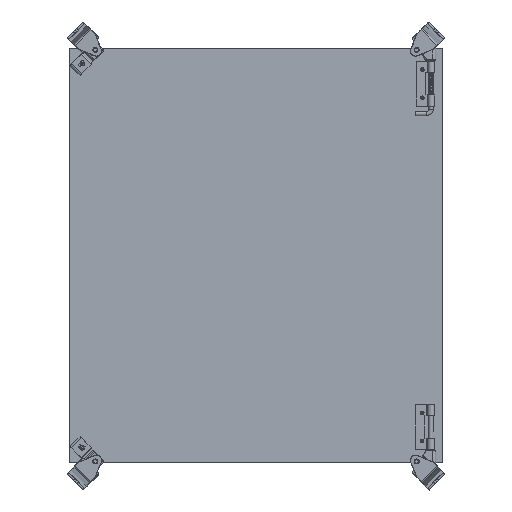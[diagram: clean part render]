
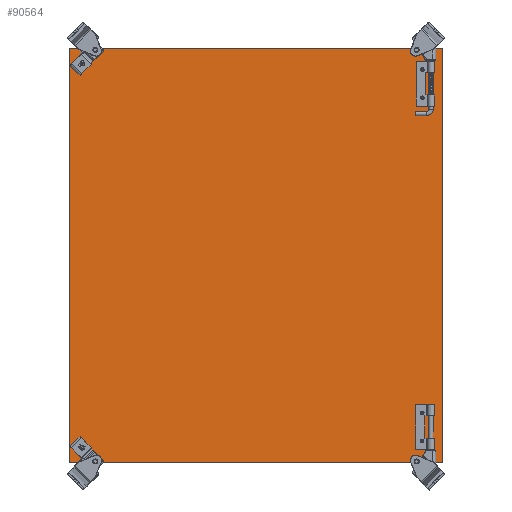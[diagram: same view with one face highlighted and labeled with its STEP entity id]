
A CAD part, top view. The second image highlights one B-rep face of the part: STEP entity #90564.
In plain terms, the highlighted planar face has unit normal (0.002, 0, 1).
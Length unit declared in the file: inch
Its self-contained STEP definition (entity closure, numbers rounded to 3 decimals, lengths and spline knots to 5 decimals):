
#1086 = DIRECTION ( 'NONE',  ( -1., 0., 0.002 ) ) ;
#1715 = ORIENTED_EDGE ( 'NONE', *, *, #50737, .F. ) ;
#1869 = ORIENTED_EDGE ( 'NONE', *, *, #93354, .F. ) ;
#1931 = CARTESIAN_POINT ( 'NONE',  ( -7.68383, 8.53274, -2.3079 ) ) ;
#2019 = CARTESIAN_POINT ( 'NONE',  ( 7.30623, 8.2547, -2.33511 ) ) ;
#3415 = VERTEX_POINT ( 'NONE', #63084 ) ;
#3429 = AXIS2_PLACEMENT_3D ( 'NONE', #36878, #91346, #7399 ) ;
#4077 = DIRECTION ( 'NONE',  ( -1., 0., 0.002 ) ) ;
#4502 = CARTESIAN_POINT ( 'NONE',  ( 7.3057, 7.0047, -2.33511 ) ) ;
#5567 = ORIENTED_EDGE ( 'NONE', *, *, #59239, .F. ) ;
#5865 = CARTESIAN_POINT ( 'NONE',  ( 7.3757, 7.00467, -2.33523 ) ) ;
#6642 = EDGE_LOOP ( 'NONE', ( #1715, #9021, #34388, #42512 ) ) ;
#6876 = CIRCLE ( 'NONE', #24217, 0.07 ) ;
#7399 = DIRECTION ( 'NONE',  ( -1., 0., 0.002 ) ) ;
#7627 = EDGE_CURVE ( 'NONE', #8042, #8042, #16997, .T. ) ;
#8042 = VERTEX_POINT ( 'NONE', #45003 ) ;
#8528 = VERTEX_POINT ( 'NONE', #2019 ) ;
#9021 = ORIENTED_EDGE ( 'NONE', *, *, #91027, .F. ) ;
#10904 = DIRECTION ( 'NONE',  ( -1., 0., 0.002 ) ) ;
#10959 = FACE_BOUND ( 'NONE', #12254, .T. ) ;
#11814 = DIRECTION ( 'NONE',  ( 0., -1., 0. ) ) ;
#11988 = DIRECTION ( 'NONE',  ( -1., 0., 0.002 ) ) ;
#12254 = EDGE_LOOP ( 'NONE', ( #79266 ) ) ;
#12803 = LINE ( 'NONE', #87744, #17820 ) ;
#12879 = EDGE_CURVE ( 'NONE', #8528, #8528, #95383, .T. ) ;
#14136 = CARTESIAN_POINT ( 'NONE',  ( -8.27972, 0.02349, -2.30683 ) ) ;
#15182 = VERTEX_POINT ( 'NONE', #91138 ) ;
#16548 = LINE ( 'NONE', #74618, #30701 ) ;
#16997 = CIRCLE ( 'NONE', #18565, 0.125 ) ;
#17820 = VECTOR ( 'NONE', #11814, 39.37008 ) ;
#18565 = AXIS2_PLACEMENT_3D ( 'NONE', #1931, #79314, #10904 ) ;
#22519 = CARTESIAN_POINT ( 'NONE',  ( -8.2836, -9.16401, -2.30683 ) ) ;
#23391 = VERTEX_POINT ( 'NONE', #48850 ) ;
#24217 = AXIS2_PLACEMENT_3D ( 'NONE', #95452, #58900, #11988 ) ;
#26408 = CIRCLE ( 'NONE', #82208, 0.07 ) ;
#27930 = FACE_BOUND ( 'NONE', #29748, .T. ) ;
#28144 = VECTOR ( 'NONE', #28573, 39.37008 ) ;
#28573 = DIRECTION ( 'NONE',  ( 1., 0., -0.002 ) ) ;
#29748 = EDGE_LOOP ( 'NONE', ( #51488 ) ) ;
#29777 = AXIS2_PLACEMENT_3D ( 'NONE', #33568, #86998, #4077 ) ;
#30701 = VECTOR ( 'NONE', #1086, 39.37008 ) ;
#31548 = AXIS2_PLACEMENT_3D ( 'NONE', #79151, #95186, #88649 ) ;
#32362 = CIRCLE ( 'NONE', #64286, 0.07 ) ;
#33329 = ORIENTED_EDGE ( 'NONE', *, *, #50205, .F. ) ;
#33568 = CARTESIAN_POINT ( 'NONE',  ( -7.69102, -8.48626, -2.3079 ) ) ;
#34388 = ORIENTED_EDGE ( 'NONE', *, *, #57362, .F. ) ;
#36620 = DIRECTION ( 'NONE',  ( 0., 1., 0. ) ) ;
#36878 = CARTESIAN_POINT ( 'NONE',  ( 0.00152, 0.01999, -2.32186 ) ) ;
#37677 = CARTESIAN_POINT ( 'NONE',  ( 7.29927, -8.2209, -2.33511 ) ) ;
#39286 = CARTESIAN_POINT ( 'NONE',  ( 7.36927, -8.22093, -2.33523 ) ) ;
#39465 = EDGE_LOOP ( 'NONE', ( #5567 ) ) ;
#41011 = EDGE_CURVE ( 'NONE', #72138, #72138, #88822, .T. ) ;
#42512 = ORIENTED_EDGE ( 'NONE', *, *, #80944, .F. ) ;
#42893 = FACE_BOUND ( 'NONE', #39465, .T. ) ;
#45003 = CARTESIAN_POINT ( 'NONE',  ( -7.80883, 8.53279, -2.30768 ) ) ;
#46267 = DIRECTION ( 'NONE',  ( -1., 0., 0.002 ) ) ;
#48850 = CARTESIAN_POINT ( 'NONE',  ( 8.27887, -9.17101, -2.33689 ) ) ;
#50205 = EDGE_CURVE ( 'NONE', #15182, #15182, #6876, .T. ) ;
#50737 = EDGE_CURVE ( 'NONE', #23391, #85783, #16548, .T. ) ;
#51488 = ORIENTED_EDGE ( 'NONE', *, *, #7627, .F. ) ;
#51601 = EDGE_LOOP ( 'NONE', ( #33329 ) ) ;
#51867 = VERTEX_POINT ( 'NONE', #85594 ) ;
#53080 = LINE ( 'NONE', #14136, #82426 ) ;
#57362 = EDGE_CURVE ( 'NONE', #3415, #51867, #66500, .T. ) ;
#57863 = FACE_BOUND ( 'NONE', #51601, .T. ) ;
#58426 = VERTEX_POINT ( 'NONE', #4502 ) ;
#58900 = DIRECTION ( 'NONE',  ( 0.002, 0., 1. ) ) ;
#59239 = EDGE_CURVE ( 'NONE', #90641, #90641, #26408, .T. ) ;
#59291 = DIRECTION ( 'NONE',  ( -1., 0., 0.002 ) ) ;
#63084 = CARTESIAN_POINT ( 'NONE',  ( -8.27584, 9.21099, -2.30683 ) ) ;
#64286 = AXIS2_PLACEMENT_3D ( 'NONE', #5865, #97333, #59291 ) ;
#66500 = LINE ( 'NONE', #97046, #28144 ) ;
#69221 = DIRECTION ( 'NONE',  ( 0.002, 0., 1. ) ) ;
#72138 = VERTEX_POINT ( 'NONE', #85188 ) ;
#74618 = CARTESIAN_POINT ( 'NONE',  ( -0.00237, -9.16751, -2.32186 ) ) ;
#79151 = CARTESIAN_POINT ( 'NONE',  ( 7.37623, 8.25467, -2.33523 ) ) ;
#79266 = ORIENTED_EDGE ( 'NONE', *, *, #12879, .F. ) ;
#79314 = DIRECTION ( 'NONE',  ( 0.002, 0., 1. ) ) ;
#79886 = ORIENTED_EDGE ( 'NONE', *, *, #41011, .F. ) ;
#80342 = FACE_BOUND ( 'NONE', #94054, .T. ) ;
#80944 = EDGE_CURVE ( 'NONE', #85783, #3415, #53080, .T. ) ;
#82208 = AXIS2_PLACEMENT_3D ( 'NONE', #39286, #69221, #46267 ) ;
#82426 = VECTOR ( 'NONE', #36620, 39.37008 ) ;
#83298 = PLANE ( 'NONE',  #3429 ) ;
#85188 = CARTESIAN_POINT ( 'NONE',  ( -7.81602, -8.48621, -2.30768 ) ) ;
#85594 = CARTESIAN_POINT ( 'NONE',  ( 8.28663, 9.20399, -2.33689 ) ) ;
#85783 = VERTEX_POINT ( 'NONE', #22519 ) ;
#85931 = EDGE_LOOP ( 'NONE', ( #79886 ) ) ;
#86998 = DIRECTION ( 'NONE',  ( 0.002, 0., 1. ) ) ;
#87744 = CARTESIAN_POINT ( 'NONE',  ( 8.28275, 0.01649, -2.33689 ) ) ;
#88649 = DIRECTION ( 'NONE',  ( -1., 0., 0.002 ) ) ;
#88822 = CIRCLE ( 'NONE', #29777, 0.125 ) ;
#88866 = FACE_OUTER_BOUND ( 'NONE', #6642, .T. ) ;
#90564 = ADVANCED_FACE ( 'NONE', ( #42893, #57863, #80342, #10959, #96390, #27930, #88866 ), #83298, .F. ) ;
#90641 = VERTEX_POINT ( 'NONE', #37677 ) ;
#91027 = EDGE_CURVE ( 'NONE', #51867, #23391, #12803, .T. ) ;
#91138 = CARTESIAN_POINT ( 'NONE',  ( 7.2998, -6.9709, -2.33511 ) ) ;
#91346 = DIRECTION ( 'NONE',  ( -0.002, 0., -1. ) ) ;
#93354 = EDGE_CURVE ( 'NONE', #58426, #58426, #32362, .T. ) ;
#94054 = EDGE_LOOP ( 'NONE', ( #1869 ) ) ;
#95186 = DIRECTION ( 'NONE',  ( 0.002, 0., 1. ) ) ;
#95383 = CIRCLE ( 'NONE', #31548, 0.07 ) ;
#95452 = CARTESIAN_POINT ( 'NONE',  ( 7.3698, -6.97093, -2.33523 ) ) ;
#96390 = FACE_BOUND ( 'NONE', #85931, .T. ) ;
#97046 = CARTESIAN_POINT ( 'NONE',  ( 0.0054, 9.20749, -2.32186 ) ) ;
#97333 = DIRECTION ( 'NONE',  ( 0.002, 0., 1. ) ) ;
